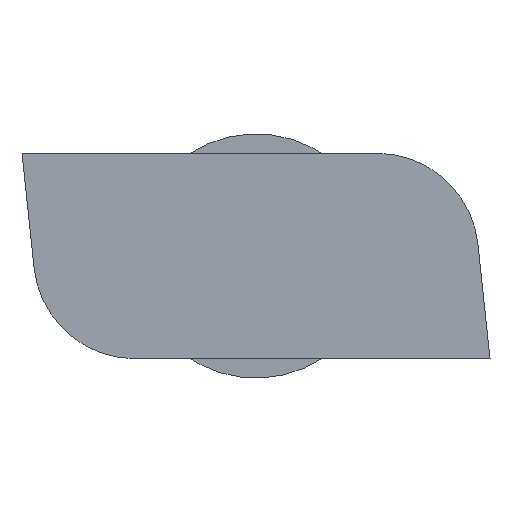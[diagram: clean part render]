
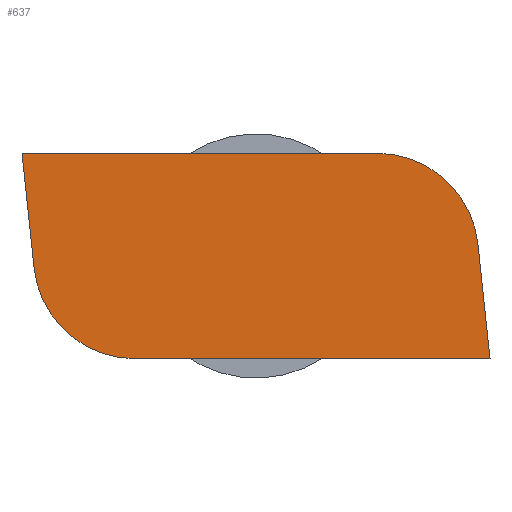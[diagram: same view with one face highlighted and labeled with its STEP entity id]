
A CAD part, front view. The second image highlights one B-rep face of the part: STEP entity #637.
In plain terms, the highlighted planar face has unit normal (0, -1, 0).
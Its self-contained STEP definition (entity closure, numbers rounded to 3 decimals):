
#27 = CARTESIAN_POINT ( 'NONE',  ( -5.936, 0., -0.05 ) ) ;
#47 = VERTEX_POINT ( 'NONE', #586 ) ;
#99 = ORIENTED_EDGE ( 'NONE', *, *, #901, .F. ) ;
#195 = CARTESIAN_POINT ( 'NONE',  ( 10.909, 0., 0.573 ) ) ;
#201 = CARTESIAN_POINT ( 'NONE',  ( -5.936, 0., -0.05 ) ) ;
#242 = VECTOR ( 'NONE', #685, 1000. ) ;
#249 = FACE_OUTER_BOUND ( 'NONE', #817, .T. ) ;
#251 = ORIENTED_EDGE ( 'NONE', *, *, #802, .F. ) ;
#278 = CARTESIAN_POINT ( 'NONE',  ( -5.936, 0., -5.05 ) ) ;
#285 = DIRECTION ( 'NONE',  ( 0., 1., 0. ) ) ;
#286 = DIRECTION ( 'NONE',  ( 0.105, 0., -0.995 ) ) ;
#287 = VERTEX_POINT ( 'NONE', #195 ) ;
#304 = CARTESIAN_POINT ( 'NONE',  ( -10.909, 0., -0.573 ) ) ;
#306 = CARTESIAN_POINT ( 'NONE',  ( -5.936, 0., -5.05 ) ) ;
#317 = AXIS2_PLACEMENT_3D ( 'NONE', #201, #488, #382 ) ;
#337 = CIRCLE ( 'NONE', #492, 5. ) ;
#349 = DIRECTION ( 'NONE',  ( 0., 1., 0. ) ) ;
#350 = LINE ( 'NONE', #873, #242 ) ;
#382 = DIRECTION ( 'NONE',  ( 0., 0., -1. ) ) ;
#448 = CARTESIAN_POINT ( 'NONE',  ( 11.5, 0., -5.05 ) ) ;
#488 = DIRECTION ( 'NONE',  ( 0., -1., 0. ) ) ;
#492 = AXIS2_PLACEMENT_3D ( 'NONE', #792, #285, #741 ) ;
#586 = CARTESIAN_POINT ( 'NONE',  ( 5.936, 0., 5.05 ) ) ;
#619 = DIRECTION ( 'NONE',  ( 1., 0., 0. ) ) ;
#631 = DIRECTION ( 'NONE',  ( -1., 0., 0. ) ) ;
#637 = ADVANCED_FACE ( 'NONE', ( #249 ), #722, .T. ) ;
#665 = EDGE_CURVE ( 'NONE', #287, #1198, #995, .T. ) ;
#671 = VECTOR ( 'NONE', #619, 1000. ) ;
#685 = DIRECTION ( 'NONE',  ( -0.105, 0., 0.995 ) ) ;
#693 = ORIENTED_EDGE ( 'NONE', *, *, #816, .F. ) ;
#704 = LINE ( 'NONE', #957, #671 ) ;
#721 = ORIENTED_EDGE ( 'NONE', *, *, #1161, .F. ) ;
#722 = PLANE ( 'NONE',  #317 ) ;
#741 = DIRECTION ( 'NONE',  ( 0., 0., 1. ) ) ;
#792 = CARTESIAN_POINT ( 'NONE',  ( 5.936, 0., 0.05 ) ) ;
#802 = EDGE_CURVE ( 'NONE', #1198, #967, #836, .T. ) ;
#808 = CIRCLE ( 'NONE', #846, 5. ) ;
#816 = EDGE_CURVE ( 'NONE', #967, #1045, #808, .T. ) ;
#817 = EDGE_LOOP ( 'NONE', ( #721, #693, #251, #1095, #964, #99 ) ) ;
#829 = VECTOR ( 'NONE', #631, 1000. ) ;
#836 = LINE ( 'NONE', #306, #829 ) ;
#846 = AXIS2_PLACEMENT_3D ( 'NONE', #27, #349, #1081 ) ;
#873 = CARTESIAN_POINT ( 'NONE',  ( -11.5, 0., 5.05 ) ) ;
#901 = EDGE_CURVE ( 'NONE', #1180, #47, #704, .T. ) ;
#957 = CARTESIAN_POINT ( 'NONE',  ( -11.5, 0., 5.05 ) ) ;
#964 = ORIENTED_EDGE ( 'NONE', *, *, #1114, .F. ) ;
#967 = VERTEX_POINT ( 'NONE', #278 ) ;
#977 = VECTOR ( 'NONE', #286, 1000. ) ;
#995 = LINE ( 'NONE', #1077, #977 ) ;
#1022 = CARTESIAN_POINT ( 'NONE',  ( -11.5, 0., 5.05 ) ) ;
#1045 = VERTEX_POINT ( 'NONE', #304 ) ;
#1077 = CARTESIAN_POINT ( 'NONE',  ( 10.909, 0., 0.573 ) ) ;
#1081 = DIRECTION ( 'NONE',  ( 0., 0., -1. ) ) ;
#1095 = ORIENTED_EDGE ( 'NONE', *, *, #665, .F. ) ;
#1114 = EDGE_CURVE ( 'NONE', #47, #287, #337, .T. ) ;
#1161 = EDGE_CURVE ( 'NONE', #1045, #1180, #350, .T. ) ;
#1180 = VERTEX_POINT ( 'NONE', #1022 ) ;
#1198 = VERTEX_POINT ( 'NONE', #448 ) ;
